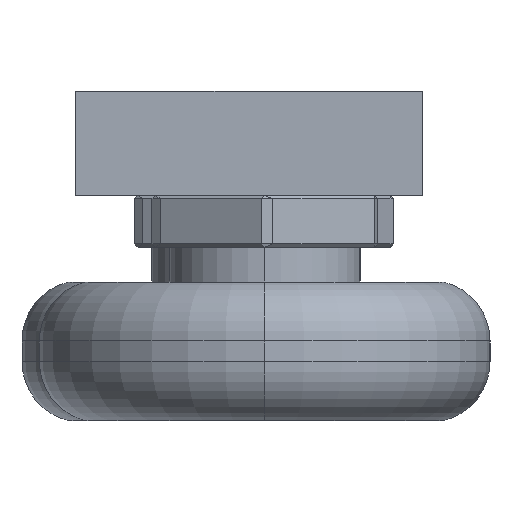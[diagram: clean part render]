
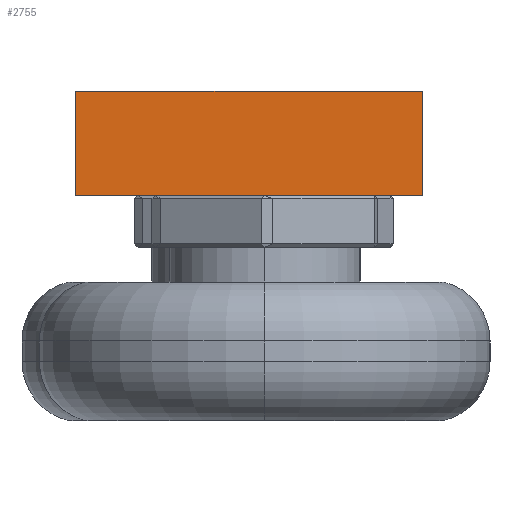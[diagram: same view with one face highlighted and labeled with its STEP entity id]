
A CAD part, left-side view. The second image highlights one B-rep face of the part: STEP entity #2755.
In plain terms, the highlighted planar face has unit normal (-1, 0, 0).
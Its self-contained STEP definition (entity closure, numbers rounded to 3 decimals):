
#396 = VERTEX_POINT ( 'NONE', #4830 ) ;
#672 = ORIENTED_EDGE ( 'NONE', *, *, #4840, .F. ) ;
#823 = EDGE_CURVE ( 'NONE', #396, #1930, #2045, .T. ) ;
#926 = VECTOR ( 'NONE', #4489, 1000. ) ;
#1202 = VERTEX_POINT ( 'NONE', #2502 ) ;
#1305 = LINE ( 'NONE', #4424, #926 ) ;
#1391 = DIRECTION ( 'NONE',  ( 0., 0., -1. ) ) ;
#1574 = DIRECTION ( 'NONE',  ( 0., -1., 0. ) ) ;
#1592 = VECTOR ( 'NONE', #1391, 1000. ) ;
#1769 = LINE ( 'NONE', #3983, #2522 ) ;
#1802 = AXIS2_PLACEMENT_3D ( 'NONE', #2494, #3367, #2521 ) ;
#1926 = CARTESIAN_POINT ( 'NONE',  ( -85., -10., 3. ) ) ;
#1930 = VERTEX_POINT ( 'NONE', #2425 ) ;
#2045 = LINE ( 'NONE', #4797, #3465 ) ;
#2330 = EDGE_LOOP ( 'NONE', ( #3081, #672, #4656, #2511 ) ) ;
#2425 = CARTESIAN_POINT ( 'NONE',  ( -85., -10., 3. ) ) ;
#2494 = CARTESIAN_POINT ( 'NONE',  ( -85., -10., 3. ) ) ;
#2502 = CARTESIAN_POINT ( 'NONE',  ( -85., 10., -3. ) ) ;
#2511 = ORIENTED_EDGE ( 'NONE', *, *, #3719, .T. ) ;
#2521 = DIRECTION ( 'NONE',  ( 0., 1., 0. ) ) ;
#2522 = VECTOR ( 'NONE', #2711, 1000. ) ;
#2711 = DIRECTION ( 'NONE',  ( 0., 0., -1. ) ) ;
#2755 = ADVANCED_FACE ( 'NONE', ( #5691 ), #5238, .F. ) ;
#3081 = ORIENTED_EDGE ( 'NONE', *, *, #5084, .T. ) ;
#3367 = DIRECTION ( 'NONE',  ( 1., 0., 0. ) ) ;
#3465 = VECTOR ( 'NONE', #1574, 1000. ) ;
#3650 = CARTESIAN_POINT ( 'NONE',  ( -85., -10., -3. ) ) ;
#3719 = EDGE_CURVE ( 'NONE', #396, #1202, #1769, .T. ) ;
#3983 = CARTESIAN_POINT ( 'NONE',  ( -85., 10., 3. ) ) ;
#4424 = CARTESIAN_POINT ( 'NONE',  ( -85., -10., -3. ) ) ;
#4489 = DIRECTION ( 'NONE',  ( 0., -1., 0. ) ) ;
#4656 = ORIENTED_EDGE ( 'NONE', *, *, #823, .F. ) ;
#4797 = CARTESIAN_POINT ( 'NONE',  ( -85., -10., 3. ) ) ;
#4830 = CARTESIAN_POINT ( 'NONE',  ( -85., 10., 3. ) ) ;
#4835 = VERTEX_POINT ( 'NONE', #3650 ) ;
#4840 = EDGE_CURVE ( 'NONE', #1930, #4835, #5470, .T. ) ;
#5084 = EDGE_CURVE ( 'NONE', #1202, #4835, #1305, .T. ) ;
#5238 = PLANE ( 'NONE',  #1802 ) ;
#5470 = LINE ( 'NONE', #1926, #1592 ) ;
#5691 = FACE_OUTER_BOUND ( 'NONE', #2330, .T. ) ;
